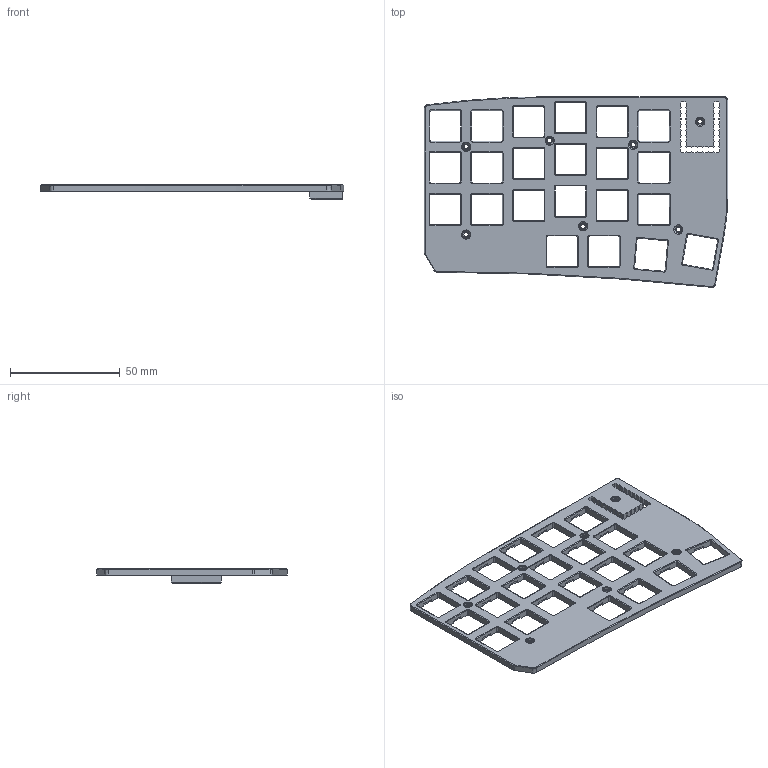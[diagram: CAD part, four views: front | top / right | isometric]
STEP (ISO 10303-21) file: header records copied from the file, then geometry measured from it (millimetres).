
FILE_DESCRIPTION(/* description */ ('STEP AP242','CAx-IF Rec.Pracs.---Representation and Presentation of Product Manufacturing Information (PMI)---4.0---2014-10-13','CAx-IF Rec.Pracs.---3D Tessellated Geometry---0.4---2014-09-14','2;1'),/* implementation_level */ '2;1');
FILE_NAME(/* name */ '63e4f08e03b3c042dfc93397',/* time_stamp */ '2023-02-09T13:09:36+00:00',/* author */ (''),/* organization */ (''),/* preprocessor_version */ 'ST-DEVELOPER v18.102',/* originating_system */ ' ',/* authorisation */ ' ');
FILE_SCHEMA (('AP242_MANAGED_MODEL_BASED_3D_ENGINEERING_MIM_LF { 1 0 10303 442 1 1 4 }'));
Length unit declared in the file: metre
Products named in the file (1): TRRS holder L
Bounding box: 138.4 x 86.9 x 6.5 mm (x, y, z)
Volume: 20318.9 mm3; surface area: 19164.5 mm2
Topology: 1 solids, 1 shells, 766 faces, 2058 edges, 1301 vertices
Faces by surface type: plane 537, cone 106, cylinder 104, bspline 19
Full cylindrical faces by diameter (mm): 2 x7, 3.6 x7
Entity records: 23767 total; most frequent: CARTESIAN_POINT 4625, ORIENTED_EDGE 4046, DIRECTION 3769, EDGE_CURVE 2023, LINE 1645, VECTOR 1645, VERTEX_POINT 1294, AXIS2_PLACEMENT_3D 1062
